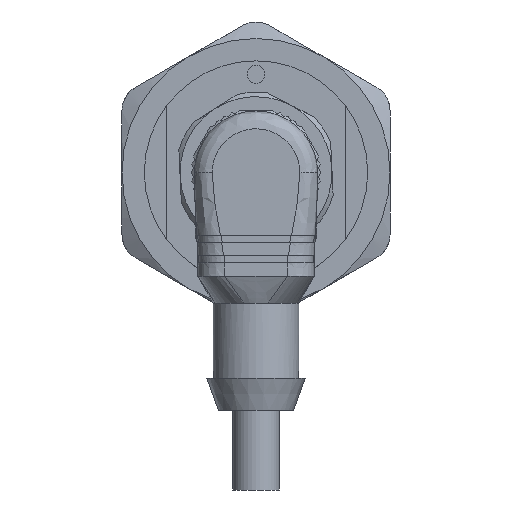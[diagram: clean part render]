
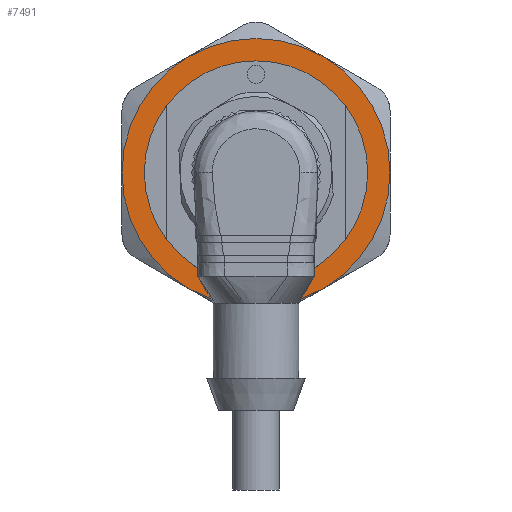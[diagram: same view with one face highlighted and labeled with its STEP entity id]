
A CAD part, left-side view. The second image highlights one B-rep face of the part: STEP entity #7491.
In plain terms, the highlighted planar face has unit normal (-1, 0, 0).
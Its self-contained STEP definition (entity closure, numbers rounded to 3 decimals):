
#148 = EDGE_CURVE ( 'NONE', #13333, #16327, #9956, .T. ) ;
#223 = VERTEX_POINT ( 'NONE', #15163 ) ;
#1606 = CARTESIAN_POINT ( 'NONE',  ( -63.058, 9.688, 41.283 ) ) ;
#2758 = AXIS2_PLACEMENT_3D ( 'NONE', #21556, #25620, #19843 ) ;
#3090 = CARTESIAN_POINT ( 'NONE',  ( -63.058, 9.688, 41.283 ) ) ;
#3697 = EDGE_CURVE ( 'NONE', #6320, #223, #4019, .T. ) ;
#3717 = PLANE ( 'NONE',  #13004 ) ;
#4019 = CIRCLE ( 'NONE', #2758, 15. ) ;
#4187 = CIRCLE ( 'NONE', #9688, 11.75 ) ;
#4274 = AXIS2_PLACEMENT_3D ( 'NONE', #14076, #16066, #18656 ) ;
#4650 = CIRCLE ( 'NONE', #20696, 15. ) ;
#5619 = AXIS2_PLACEMENT_3D ( 'NONE', #21627, #9584, #19119 ) ;
#5902 = DIRECTION ( 'NONE',  ( 1., 0., 0. ) ) ;
#6080 = ORIENTED_EDGE ( 'NONE', *, *, #18671, .F. ) ;
#6320 = VERTEX_POINT ( 'NONE', #8818 ) ;
#6815 = CIRCLE ( 'NONE', #4274, 15. ) ;
#6878 = CIRCLE ( 'NONE', #5619, 15. ) ;
#7167 = CARTESIAN_POINT ( 'NONE',  ( -63.058, 24.688, 41.283 ) ) ;
#7491 = ADVANCED_FACE ( 'NONE', ( #21571, #9144 ), #3717, .T. ) ;
#7772 = AXIS2_PLACEMENT_3D ( 'NONE', #24019, #5902, #8152 ) ;
#7818 = DIRECTION ( 'NONE',  ( -1., 0., 0. ) ) ;
#7819 = DIRECTION ( 'NONE',  ( -1., 0., 0. ) ) ;
#8149 = EDGE_LOOP ( 'NONE', ( #19795, #10716, #12767, #6080, #9023, #10752 ) ) ;
#8152 = DIRECTION ( 'NONE',  ( 0., 0.5, 0.866 ) ) ;
#8317 = CARTESIAN_POINT ( 'NONE',  ( -63.058, 15.563, 51.459 ) ) ;
#8776 = DIRECTION ( 'NONE',  ( 0., 0.5, 0.866 ) ) ;
#8818 = CARTESIAN_POINT ( 'NONE',  ( -63.058, -5.312, 41.283 ) ) ;
#9023 = ORIENTED_EDGE ( 'NONE', *, *, #3697, .F. ) ;
#9144 = FACE_OUTER_BOUND ( 'NONE', #8149, .T. ) ;
#9466 = CIRCLE ( 'NONE', #7772, 15. ) ;
#9584 = DIRECTION ( 'NONE',  ( 1., 0., 0. ) ) ;
#9671 = DIRECTION ( 'NONE',  ( 0., 0.5, 0.866 ) ) ;
#9688 = AXIS2_PLACEMENT_3D ( 'NONE', #1606, #7819, #9671 ) ;
#9956 = CIRCLE ( 'NONE', #17549, 15. ) ;
#10141 = DIRECTION ( 'NONE',  ( 1., 0., 0. ) ) ;
#10716 = ORIENTED_EDGE ( 'NONE', *, *, #15138, .F. ) ;
#10752 = ORIENTED_EDGE ( 'NONE', *, *, #26070, .F. ) ;
#12015 = EDGE_CURVE ( 'NONE', #24565, #24565, #4187, .T. ) ;
#12127 = CARTESIAN_POINT ( 'NONE',  ( -63.058, 9.688, 41.283 ) ) ;
#12767 = ORIENTED_EDGE ( 'NONE', *, *, #148, .F. ) ;
#13004 = AXIS2_PLACEMENT_3D ( 'NONE', #17998, #7818, #24073 ) ;
#13333 = VERTEX_POINT ( 'NONE', #15380 ) ;
#14076 = CARTESIAN_POINT ( 'NONE',  ( -63.058, 9.688, 41.283 ) ) ;
#15138 = EDGE_CURVE ( 'NONE', #16327, #22155, #6878, .T. ) ;
#15163 = CARTESIAN_POINT ( 'NONE',  ( -63.058, 2.188, 28.293 ) ) ;
#15380 = CARTESIAN_POINT ( 'NONE',  ( -63.058, 17.188, 28.293 ) ) ;
#16066 = DIRECTION ( 'NONE',  ( 1., 0., 0. ) ) ;
#16327 = VERTEX_POINT ( 'NONE', #7167 ) ;
#17549 = AXIS2_PLACEMENT_3D ( 'NONE', #12127, #10141, #20316 ) ;
#17998 = CARTESIAN_POINT ( 'NONE',  ( -63.058, 24.688, 32.623 ) ) ;
#18656 = DIRECTION ( 'NONE',  ( 0., -0.5, -0.866 ) ) ;
#18671 = EDGE_CURVE ( 'NONE', #223, #13333, #6815, .T. ) ;
#19119 = DIRECTION ( 'NONE',  ( 0., 0.5, 0.866 ) ) ;
#19795 = ORIENTED_EDGE ( 'NONE', *, *, #21112, .F. ) ;
#19843 = DIRECTION ( 'NONE',  ( 0., 0.5, 0.866 ) ) ;
#20316 = DIRECTION ( 'NONE',  ( 0., 0.5, 0.866 ) ) ;
#20696 = AXIS2_PLACEMENT_3D ( 'NONE', #3090, #25271, #8776 ) ;
#21112 = EDGE_CURVE ( 'NONE', #22155, #25874, #9466, .T. ) ;
#21556 = CARTESIAN_POINT ( 'NONE',  ( -63.058, 9.688, 41.283 ) ) ;
#21571 = FACE_BOUND ( 'NONE', #24860, .T. ) ;
#21627 = CARTESIAN_POINT ( 'NONE',  ( -63.058, 9.688, 41.283 ) ) ;
#22155 = VERTEX_POINT ( 'NONE', #23240 ) ;
#23240 = CARTESIAN_POINT ( 'NONE',  ( -63.058, 17.188, 54.274 ) ) ;
#23478 = CARTESIAN_POINT ( 'NONE',  ( -63.058, 2.188, 54.274 ) ) ;
#24019 = CARTESIAN_POINT ( 'NONE',  ( -63.058, 9.688, 41.283 ) ) ;
#24073 = DIRECTION ( 'NONE',  ( 0., 0.5, 0.866 ) ) ;
#24565 = VERTEX_POINT ( 'NONE', #8317 ) ;
#24645 = ORIENTED_EDGE ( 'NONE', *, *, #12015, .F. ) ;
#24860 = EDGE_LOOP ( 'NONE', ( #24645 ) ) ;
#25271 = DIRECTION ( 'NONE',  ( 1., 0., 0. ) ) ;
#25620 = DIRECTION ( 'NONE',  ( 1., 0., 0. ) ) ;
#25874 = VERTEX_POINT ( 'NONE', #23478 ) ;
#26070 = EDGE_CURVE ( 'NONE', #25874, #6320, #4650, .T. ) ;
